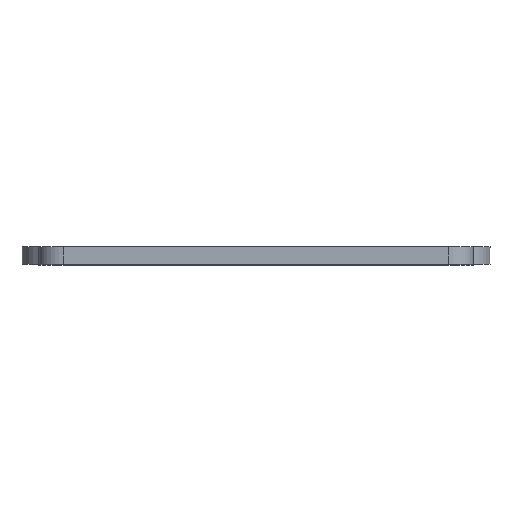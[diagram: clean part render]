
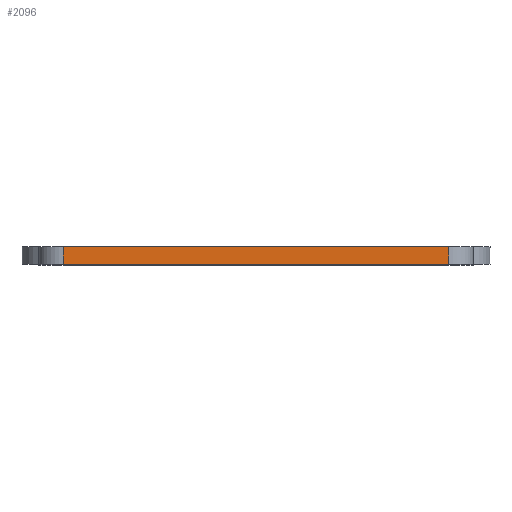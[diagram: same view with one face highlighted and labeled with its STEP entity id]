
A CAD part, top view. The second image highlights one B-rep face of the part: STEP entity #2096.
In plain terms, the highlighted planar face has unit normal (0, 0, 1).
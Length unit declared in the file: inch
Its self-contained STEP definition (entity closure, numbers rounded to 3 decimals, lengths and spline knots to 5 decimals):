
#20 = VECTOR ( 'NONE', #2522, 39.37008 ) ;
#47 = CARTESIAN_POINT ( 'NONE',  ( -0.7451, 0., 2.1427 ) ) ;
#88 = VECTOR ( 'NONE', #494, 39.37008 ) ;
#122 = CARTESIAN_POINT ( 'NONE',  ( -0.6201, 0.09, 2.1427 ) ) ;
#366 = FACE_OUTER_BOUND ( 'NONE', #3824, .T. ) ;
#494 = DIRECTION ( 'NONE',  ( 1., 0., 0. ) ) ;
#608 = ORIENTED_EDGE ( 'NONE', *, *, #4087, .T. ) ;
#693 = AXIS2_PLACEMENT_3D ( 'NONE', #4535, #5203, #874 ) ;
#874 = DIRECTION ( 'NONE',  ( -1., 0., 0. ) ) ;
#1208 = VECTOR ( 'NONE', #5308, 39.37008 ) ;
#1245 = EDGE_CURVE ( 'NONE', #1797, #3356, #3980, .T. ) ;
#1502 = DIRECTION ( 'NONE',  ( 1., 0., 0. ) ) ;
#1527 = VERTEX_POINT ( 'NONE', #5382 ) ;
#1699 = VECTOR ( 'NONE', #1502, 39.37008 ) ;
#1797 = VERTEX_POINT ( 'NONE', #122 ) ;
#1876 = CARTESIAN_POINT ( 'NONE',  ( -0.7451, 0.09, 2.1427 ) ) ;
#2080 = CARTESIAN_POINT ( 'NONE',  ( 1.3701, 0.09, 2.1427 ) ) ;
#2096 = ADVANCED_FACE ( 'NONE', ( #366 ), #3122, .F. ) ;
#2314 = LINE ( 'NONE', #2080, #20 ) ;
#2511 = LINE ( 'NONE', #47, #88 ) ;
#2522 = DIRECTION ( 'NONE',  ( 0., 1., 0. ) ) ;
#2716 = VERTEX_POINT ( 'NONE', #3308 ) ;
#2788 = EDGE_CURVE ( 'NONE', #1527, #3356, #2314, .T. ) ;
#2841 = ORIENTED_EDGE ( 'NONE', *, *, #1245, .F. ) ;
#3038 = EDGE_CURVE ( 'NONE', #2716, #1527, #2511, .T. ) ;
#3122 = PLANE ( 'NONE',  #693 ) ;
#3308 = CARTESIAN_POINT ( 'NONE',  ( -0.6201, 0., 2.1427 ) ) ;
#3356 = VERTEX_POINT ( 'NONE', #4962 ) ;
#3824 = EDGE_LOOP ( 'NONE', ( #4801, #3882, #2841, #608 ) ) ;
#3882 = ORIENTED_EDGE ( 'NONE', *, *, #2788, .T. ) ;
#3980 = LINE ( 'NONE', #1876, #1699 ) ;
#4087 = EDGE_CURVE ( 'NONE', #1797, #2716, #4728, .T. ) ;
#4535 = CARTESIAN_POINT ( 'NONE',  ( -0.7451, 0.09, 2.1427 ) ) ;
#4728 = LINE ( 'NONE', #4908, #1208 ) ;
#4801 = ORIENTED_EDGE ( 'NONE', *, *, #3038, .T. ) ;
#4908 = CARTESIAN_POINT ( 'NONE',  ( -0.6201, 0.09, 2.1427 ) ) ;
#4962 = CARTESIAN_POINT ( 'NONE',  ( 1.3701, 0.09, 2.1427 ) ) ;
#5203 = DIRECTION ( 'NONE',  ( 0., 0., -1. ) ) ;
#5308 = DIRECTION ( 'NONE',  ( 0., -1., 0. ) ) ;
#5382 = CARTESIAN_POINT ( 'NONE',  ( 1.3701, 0., 2.1427 ) ) ;
